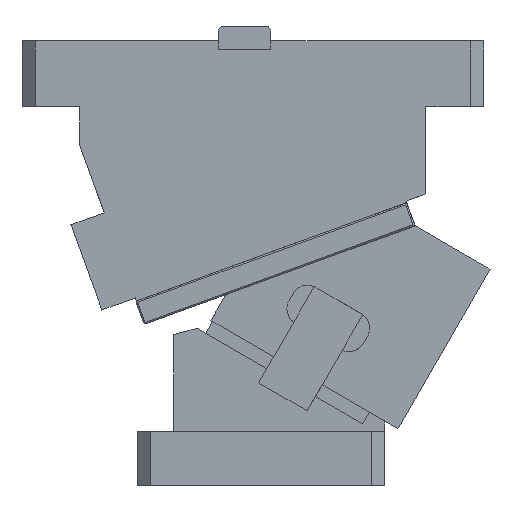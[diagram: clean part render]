
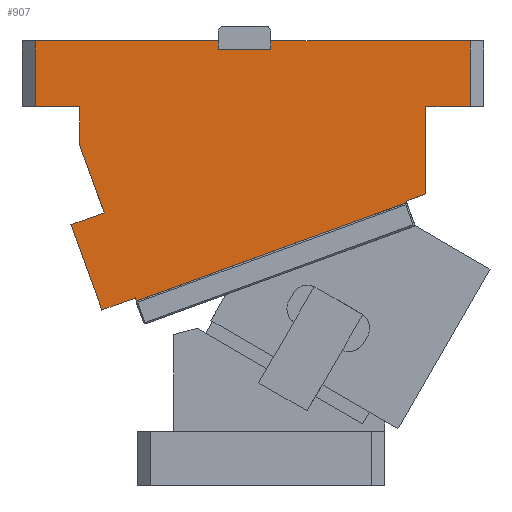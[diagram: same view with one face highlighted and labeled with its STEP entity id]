
A CAD part, front view. The second image highlights one B-rep face of the part: STEP entity #907.
In plain terms, the highlighted planar face has unit normal (0, -1, 0).
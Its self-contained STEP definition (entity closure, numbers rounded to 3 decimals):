
#141=CARTESIAN_POINT('Vertex',(-62.071,0.,270.)) ;
#144=CARTESIAN_POINT('Line Origine',(-6.536,0.,270.)) ;
#148=CARTESIAN_POINT('Vertex',(49.,0.,270.)) ;
#376=CARTESIAN_POINT('Vertex',(-35.,0.,230.)) ;
#379=CARTESIAN_POINT('Line Origine',(-48.536,0.,230.)) ;
#383=CARTESIAN_POINT('Vertex',(-62.071,0.,230.)) ;
#759=CARTESIAN_POINT('Line Origine',(-62.071,0.,250.)) ;
#771=CARTESIAN_POINT('Axis2P3D Location',(-1.106,0.,170.554)) ;
#776=CARTESIAN_POINT('Line Origine',(49.,0.,267.5)) ;
#780=CARTESIAN_POINT('Vertex',(49.,0.,265.)) ;
#783=CARTESIAN_POINT('Line Origine',(-35.,0.,218.332)) ;
#787=CARTESIAN_POINT('Vertex',(-35.,0.,206.663)) ;
#790=CARTESIAN_POINT('Line Origine',(-27.557,0.,186.213)) ;
#794=CARTESIAN_POINT('Vertex',(-20.114,0.,165.764)) ;
#797=CARTESIAN_POINT('Line Origine',(-30.216,0.,162.087)) ;
#801=CARTESIAN_POINT('Vertex',(-40.317,0.,158.41)) ;
#804=CARTESIAN_POINT('Line Origine',(-30.912,0.,132.569)) ;
#808=CARTESIAN_POINT('Vertex',(-21.506,0.,106.727)) ;
#811=CARTESIAN_POINT('Line Origine',(-11.405,0.,110.404)) ;
#815=CARTESIAN_POINT('Vertex',(-1.303,0.,114.081)) ;
#818=CARTESIAN_POINT('Line Origine',(-0.961,0.,113.141)) ;
#822=CARTESIAN_POINT('Vertex',(-0.619,0.,112.201)) ;
#825=CARTESIAN_POINT('Line Origine',(81.369,0.,142.043)) ;
#829=CARTESIAN_POINT('Vertex',(163.358,0.,171.884)) ;
#832=CARTESIAN_POINT('Line Origine',(163.187,0.,172.354)) ;
#836=CARTESIAN_POINT('Vertex',(163.016,0.,172.824)) ;
#839=CARTESIAN_POINT('Line Origine',(169.008,0.,175.005)) ;
#843=CARTESIAN_POINT('Vertex',(175.,0.,177.186)) ;
#846=CARTESIAN_POINT('Line Origine',(175.,0.,203.593)) ;
#850=CARTESIAN_POINT('Vertex',(175.,0.,230.)) ;
#853=CARTESIAN_POINT('Line Origine',(188.536,0.,230.)) ;
#857=CARTESIAN_POINT('Vertex',(202.071,0.,230.)) ;
#860=CARTESIAN_POINT('Line Origine',(202.071,0.,250.)) ;
#864=CARTESIAN_POINT('Vertex',(202.071,0.,270.)) ;
#867=CARTESIAN_POINT('Line Origine',(141.536,0.,270.)) ;
#871=CARTESIAN_POINT('Vertex',(81.,0.,270.)) ;
#874=CARTESIAN_POINT('Line Origine',(81.,0.,267.5)) ;
#878=CARTESIAN_POINT('Vertex',(81.,0.,265.)) ;
#881=CARTESIAN_POINT('Line Origine',(65.,0.,265.)) ;
#145=DIRECTION('Vector Direction',(1.,0.,0.)) ;
#380=DIRECTION('Vector Direction',(1.,0.,0.)) ;
#760=DIRECTION('Vector Direction',(0.,0.,-1.)) ;
#772=DIRECTION('Axis2P3D Direction',(0.,-1.,0.)) ;
#773=DIRECTION('Axis2P3D XDirection',(0.342,0.,-0.94)) ;
#777=DIRECTION('Vector Direction',(0.,0.,1.)) ;
#784=DIRECTION('Vector Direction',(0.,0.,-1.)) ;
#791=DIRECTION('Vector Direction',(-0.342,0.,0.94)) ;
#798=DIRECTION('Vector Direction',(-0.94,0.,-0.342)) ;
#805=DIRECTION('Vector Direction',(0.342,0.,-0.94)) ;
#812=DIRECTION('Vector Direction',(-0.94,0.,-0.342)) ;
#819=DIRECTION('Vector Direction',(-0.342,0.,0.94)) ;
#826=DIRECTION('Vector Direction',(0.94,0.,0.342)) ;
#833=DIRECTION('Vector Direction',(0.342,0.,-0.94)) ;
#840=DIRECTION('Vector Direction',(-0.94,0.,-0.342)) ;
#847=DIRECTION('Vector Direction',(0.,0.,-1.)) ;
#854=DIRECTION('Vector Direction',(-1.,0.,0.)) ;
#861=DIRECTION('Vector Direction',(0.,0.,-1.)) ;
#868=DIRECTION('Vector Direction',(-1.,0.,0.)) ;
#875=DIRECTION('Vector Direction',(0.,0.,-1.)) ;
#882=DIRECTION('Vector Direction',(1.,0.,0.)) ;
#774=AXIS2_PLACEMENT_3D('Plane Axis2P3D',#771,#772,#773) ;
#887=ORIENTED_EDGE('',*,*,#782,.T.) ;
#888=ORIENTED_EDGE('',*,*,#150,.F.) ;
#889=ORIENTED_EDGE('',*,*,#763,.T.) ;
#890=ORIENTED_EDGE('',*,*,#385,.T.) ;
#891=ORIENTED_EDGE('',*,*,#789,.T.) ;
#892=ORIENTED_EDGE('',*,*,#796,.F.) ;
#893=ORIENTED_EDGE('',*,*,#803,.T.) ;
#894=ORIENTED_EDGE('',*,*,#810,.T.) ;
#895=ORIENTED_EDGE('',*,*,#817,.F.) ;
#896=ORIENTED_EDGE('',*,*,#824,.F.) ;
#897=ORIENTED_EDGE('',*,*,#831,.F.) ;
#898=ORIENTED_EDGE('',*,*,#838,.F.) ;
#899=ORIENTED_EDGE('',*,*,#845,.F.) ;
#900=ORIENTED_EDGE('',*,*,#852,.F.) ;
#901=ORIENTED_EDGE('',*,*,#859,.F.) ;
#902=ORIENTED_EDGE('',*,*,#866,.F.) ;
#903=ORIENTED_EDGE('',*,*,#873,.T.) ;
#904=ORIENTED_EDGE('',*,*,#880,.T.) ;
#905=ORIENTED_EDGE('',*,*,#885,.F.) ;
#146=VECTOR('Line Direction',#145,1.) ;
#381=VECTOR('Line Direction',#380,1.) ;
#761=VECTOR('Line Direction',#760,1.) ;
#778=VECTOR('Line Direction',#777,1.) ;
#785=VECTOR('Line Direction',#784,1.) ;
#792=VECTOR('Line Direction',#791,1.) ;
#799=VECTOR('Line Direction',#798,1.) ;
#806=VECTOR('Line Direction',#805,1.) ;
#813=VECTOR('Line Direction',#812,1.) ;
#820=VECTOR('Line Direction',#819,1.) ;
#827=VECTOR('Line Direction',#826,1.) ;
#834=VECTOR('Line Direction',#833,1.) ;
#841=VECTOR('Line Direction',#840,1.) ;
#848=VECTOR('Line Direction',#847,1.) ;
#855=VECTOR('Line Direction',#854,1.) ;
#862=VECTOR('Line Direction',#861,1.) ;
#869=VECTOR('Line Direction',#868,1.) ;
#876=VECTOR('Line Direction',#875,1.) ;
#883=VECTOR('Line Direction',#882,1.) ;
#907=ADVANCED_FACE('CAM HOLDER',(#906),#775,.T.) ;
#150=EDGE_CURVE('',#142,#149,#147,.T.) ;
#385=EDGE_CURVE('',#384,#377,#382,.T.) ;
#763=EDGE_CURVE('',#142,#384,#762,.T.) ;
#782=EDGE_CURVE('',#781,#149,#779,.T.) ;
#789=EDGE_CURVE('',#377,#788,#786,.T.) ;
#796=EDGE_CURVE('',#795,#788,#793,.T.) ;
#803=EDGE_CURVE('',#795,#802,#800,.T.) ;
#810=EDGE_CURVE('',#802,#809,#807,.T.) ;
#817=EDGE_CURVE('',#816,#809,#814,.T.) ;
#824=EDGE_CURVE('',#823,#816,#821,.T.) ;
#831=EDGE_CURVE('',#830,#823,#828,.F.) ;
#838=EDGE_CURVE('',#837,#830,#835,.T.) ;
#845=EDGE_CURVE('',#844,#837,#842,.T.) ;
#852=EDGE_CURVE('',#851,#844,#849,.T.) ;
#859=EDGE_CURVE('',#858,#851,#856,.T.) ;
#866=EDGE_CURVE('',#865,#858,#863,.T.) ;
#873=EDGE_CURVE('',#865,#872,#870,.T.) ;
#880=EDGE_CURVE('',#872,#879,#877,.T.) ;
#885=EDGE_CURVE('',#781,#879,#884,.T.) ;
#886=EDGE_LOOP('',(#887,#888,#889,#890,#891,#892,#893,#894,#895,#896,#897,#898,#899,#900,#901,#902,#903,#904,#905)) ;
#906=FACE_OUTER_BOUND('',#886,.T.) ;
#147=LINE('Line',#144,#146) ;
#382=LINE('Line',#379,#381) ;
#762=LINE('Line',#759,#761) ;
#779=LINE('Line',#776,#778) ;
#786=LINE('Line',#783,#785) ;
#793=LINE('Line',#790,#792) ;
#800=LINE('Line',#797,#799) ;
#807=LINE('Line',#804,#806) ;
#814=LINE('Line',#811,#813) ;
#821=LINE('Line',#818,#820) ;
#828=LINE('Line',#825,#827) ;
#835=LINE('Line',#832,#834) ;
#842=LINE('Line',#839,#841) ;
#849=LINE('Line',#846,#848) ;
#856=LINE('Line',#853,#855) ;
#863=LINE('Line',#860,#862) ;
#870=LINE('Line',#867,#869) ;
#877=LINE('Line',#874,#876) ;
#884=LINE('Line',#881,#883) ;
#775=PLANE('Plane',#774) ;
#142=VERTEX_POINT('',#141) ;
#149=VERTEX_POINT('',#148) ;
#377=VERTEX_POINT('',#376) ;
#384=VERTEX_POINT('',#383) ;
#781=VERTEX_POINT('',#780) ;
#788=VERTEX_POINT('',#787) ;
#795=VERTEX_POINT('',#794) ;
#802=VERTEX_POINT('',#801) ;
#809=VERTEX_POINT('',#808) ;
#816=VERTEX_POINT('',#815) ;
#823=VERTEX_POINT('',#822) ;
#830=VERTEX_POINT('',#829) ;
#837=VERTEX_POINT('',#836) ;
#844=VERTEX_POINT('',#843) ;
#851=VERTEX_POINT('',#850) ;
#858=VERTEX_POINT('',#857) ;
#865=VERTEX_POINT('',#864) ;
#872=VERTEX_POINT('',#871) ;
#879=VERTEX_POINT('',#878) ;
